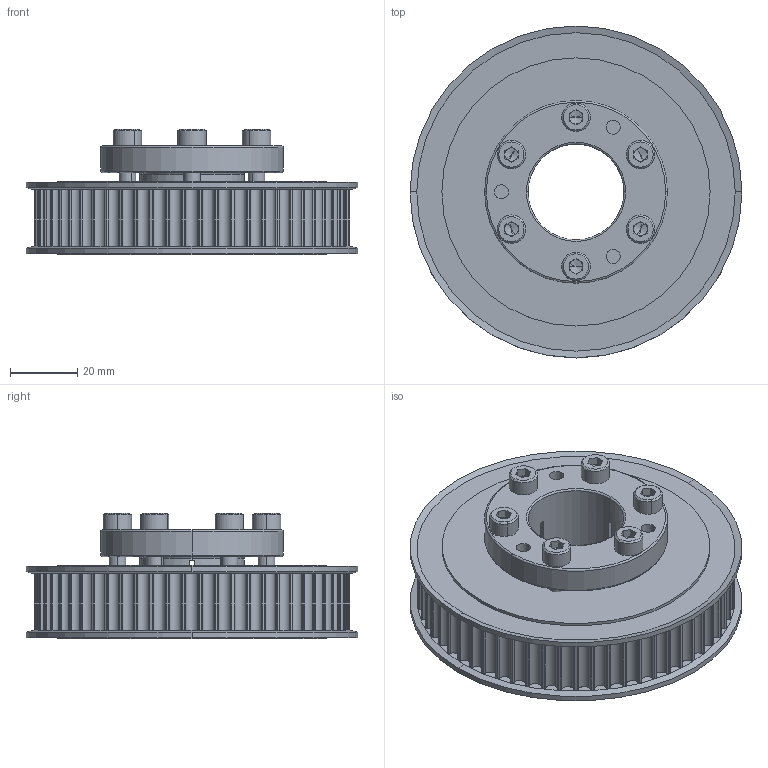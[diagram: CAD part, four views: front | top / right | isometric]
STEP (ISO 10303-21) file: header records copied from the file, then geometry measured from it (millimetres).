
FILE_DESCRIPTION (( 'STEP AP203' ), '1' );
FILE_NAME ('A60-5M15-SPBO-1125.step', '2023-08-24T19:24:27', ( '' ), ( '' ), 'SwSTEP 2.0', 'SolidWorks 2021', '' );
FILE_SCHEMA (( 'CONFIG_CONTROL_DESIGN' ));
Length unit declared in the file: millimetre
Products named in the file (1): A60-5M15-SPBO-1125
Bounding box: 99 x 99 x 37.5 mm (x, y, z)
Volume: 147126.4 mm3; surface area: 49535 mm2
Topology: 10 solids, 10 shells, 553 faces, 1483 edges, 952 vertices
Faces by surface type: cylinder 375, plane 116, cone 50, torus 12
Entity records: 17734 total; most frequent: DIRECTION 3421, CARTESIAN_POINT 3053, ORIENTED_EDGE 2942, EDGE_CURVE 1471, AXIS2_PLACEMENT_3D 1412, VERTEX_POINT 952, CIRCLE 858, EDGE_LOOP 605
